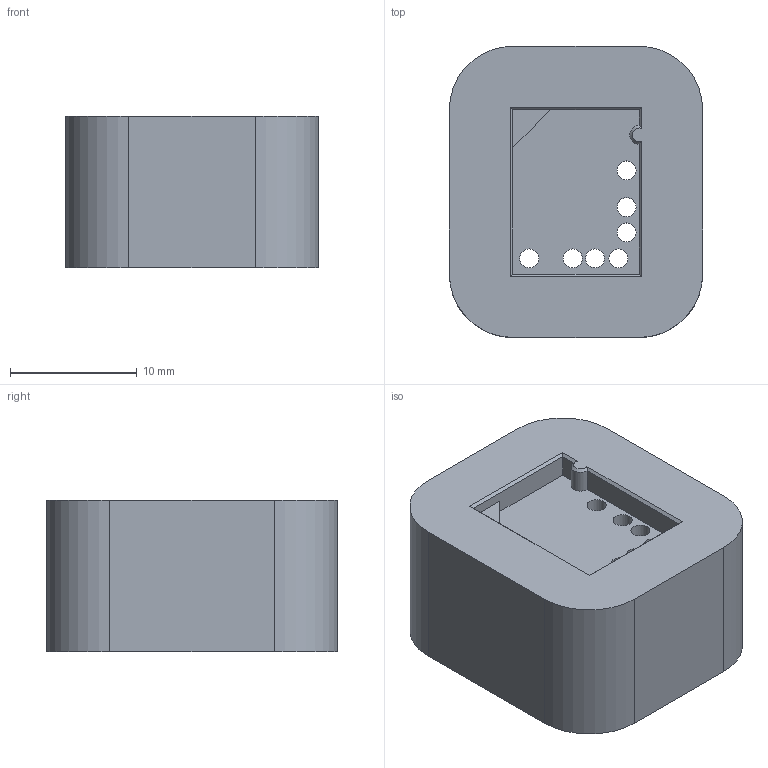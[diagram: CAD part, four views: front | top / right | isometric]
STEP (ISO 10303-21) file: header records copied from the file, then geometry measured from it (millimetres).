
FILE_DESCRIPTION(/* description */ (''),/* implementation_level */ '2;1');
FILE_NAME(/* name */ 'Fomu Hacker Programming Jig v5.step',/* time_stamp */ '2019-01-22T19:08:55+01:00',/* author */ ('fusion360Y89T7'),/* organization */ (''),/* preprocessor_version */ 'ST-DEVELOPER v17.2',/* originating_system */ 'Autodesk Translation Framework v7.6.0.251',/* authorisation */ '');
FILE_SCHEMA (('AUTOMOTIVE_DESIGN { 1 0 10303 214 3 1 1 }'));
Length unit declared in the file: millimetre
Products named in the file (1): Fomu Hacker Programming Jig
Bounding box: 20 x 23 x 12 mm (x, y, z)
Volume: 4827.7 mm3; surface area: 2256.7 mm2
Topology: 1 solids, 1 shells, 82 faces, 200 edges, 126 vertices
Faces by surface type: plane 69, cylinder 12, cone 1
Full cylindrical faces by diameter (mm): 1.5 x7
Entity records: 2416 total; most frequent: CARTESIAN_POINT 415, ORIENTED_EDGE 400, DIRECTION 389, EDGE_CURVE 200, LINE 173, VECTOR 173, VERTEX_POINT 126, AXIS2_PLACEMENT_3D 108
